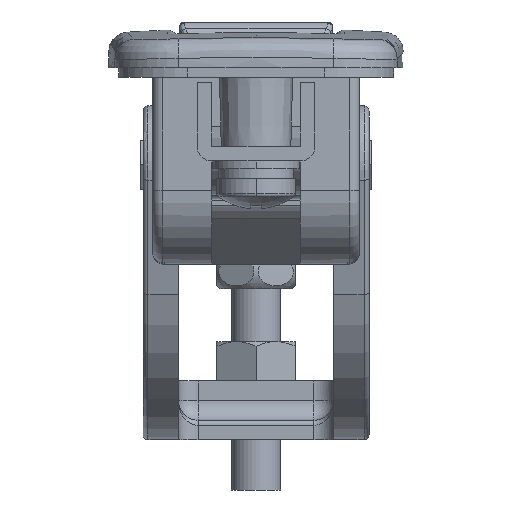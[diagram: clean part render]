
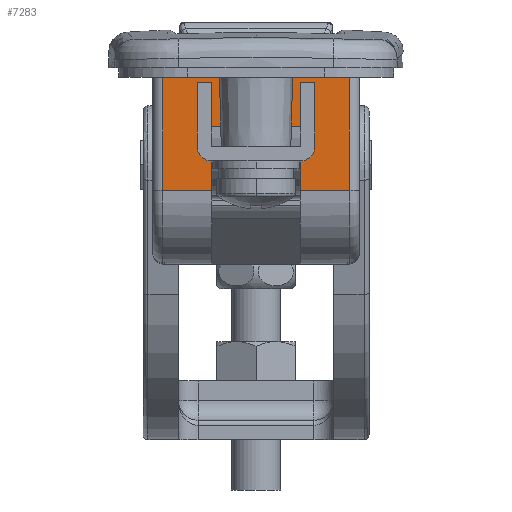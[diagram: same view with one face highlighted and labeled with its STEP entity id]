
A CAD part, front view. The second image highlights one B-rep face of the part: STEP entity #7283.
In plain terms, the highlighted planar face has unit normal (0, -1, 0).
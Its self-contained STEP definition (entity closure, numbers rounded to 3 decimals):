
#428 = EDGE_CURVE ( 'NONE', #3520, #3519, #11547, .T. ) ;
#430 = EDGE_CURVE ( 'NONE', #4779, #4793, #11553, .T. ) ;
#1019 = PLANE ( 'NONE',  #20289 ) ;
#1020 = CARTESIAN_POINT ( 'NONE',  ( 10.5, -39., -12.5 ) ) ;
#1021 = DIRECTION ( 'NONE',  ( 0., 1., 0. ) ) ;
#1022 = DIRECTION ( 'NONE',  ( 0., 0., 1. ) ) ;
#2611 = VERTEX_POINT ( 'NONE', #14054 ) ;
#2620 = VERTEX_POINT ( 'NONE', #14059 ) ;
#2633 = VERTEX_POINT ( 'NONE', #14068 ) ;
#2798 = VERTEX_POINT ( 'NONE', #14151 ) ;
#3519 = VERTEX_POINT ( 'NONE', #14365 ) ;
#3520 = VERTEX_POINT ( 'NONE', #14366 ) ;
#4310 = ORIENTED_EDGE ( 'NONE', *, *, #428, .F. ) ;
#4311 = ORIENTED_EDGE ( 'NONE', *, *, #430, .T. ) ;
#4312 = ORIENTED_EDGE ( 'NONE', *, *, #5395, .T. ) ;
#4313 = ORIENTED_EDGE ( 'NONE', *, *, #5396, .F. ) ;
#4314 = ORIENTED_EDGE ( 'NONE', *, *, #5398, .T. ) ;
#4315 = ORIENTED_EDGE ( 'NONE', *, *, #5397, .T. ) ;
#4316 = ORIENTED_EDGE ( 'NONE', *, *, #5399, .F. ) ;
#4317 = ORIENTED_EDGE ( 'NONE', *, *, #5400, .T. ) ;
#4779 = VERTEX_POINT ( 'NONE', #15745 ) ;
#4793 = VERTEX_POINT ( 'NONE', #15759 ) ;
#5395 = EDGE_CURVE ( 'NONE', #4793, #3519, #16191, .T. ) ;
#5396 = EDGE_CURVE ( 'NONE', #2633, #3520, #16194, .T. ) ;
#5397 = EDGE_CURVE ( 'NONE', #2633, #2611, #16197, .T. ) ;
#5398 = EDGE_CURVE ( 'NONE', #2611, #2798, #16200, .T. ) ;
#5399 = EDGE_CURVE ( 'NONE', #2620, #2798, #16203, .T. ) ;
#5400 = EDGE_CURVE ( 'NONE', #2620, #4779, #16206, .T. ) ;
#6746 = EDGE_LOOP ( 'NONE', ( #4311, #4312, #4310, #4313, #4315, #4314, #4316, #4317 ) ) ;
#7283 = ADVANCED_FACE ( 'NONE', ( #20285 ), #1019, .F. ) ;
#9689 = VECTOR ( 'NONE', #11549, 1000. ) ;
#9692 = VECTOR ( 'NONE', #11555, 1000. ) ;
#11547 = LINE ( 'NONE', #11548, #9689 ) ;
#11548 = CARTESIAN_POINT ( 'NONE',  ( 10.5, -39., -12.5 ) ) ;
#11549 = DIRECTION ( 'NONE',  ( -1., 0., 0. ) ) ;
#11553 = LINE ( 'NONE', #11554, #9692 ) ;
#11554 = CARTESIAN_POINT ( 'NONE',  ( 10.5, -39., 0. ) ) ;
#11555 = DIRECTION ( 'NONE',  ( -1., 0., 0. ) ) ;
#14054 = CARTESIAN_POINT ( 'NONE',  ( 4.5, -39., -6. ) ) ;
#14059 = CARTESIAN_POINT ( 'NONE',  ( 9.5, -39., -12.5 ) ) ;
#14068 = CARTESIAN_POINT ( 'NONE',  ( -4.5, -39., -6. ) ) ;
#14151 = CARTESIAN_POINT ( 'NONE',  ( 4.5, -39., -12.5 ) ) ;
#14365 = CARTESIAN_POINT ( 'NONE',  ( -9.5, -39., -12.5 ) ) ;
#14366 = CARTESIAN_POINT ( 'NONE',  ( -4.5, -39., -12.5 ) ) ;
#15745 = CARTESIAN_POINT ( 'NONE',  ( 9.5, -39., 0. ) ) ;
#15759 = CARTESIAN_POINT ( 'NONE',  ( -9.5, -39., 0. ) ) ;
#16191 = LINE ( 'NONE', #16192, #16538 ) ;
#16192 = CARTESIAN_POINT ( 'NONE',  ( -9.5, -39., -12.5 ) ) ;
#16193 = DIRECTION ( 'NONE',  ( 0., 0., -1. ) ) ;
#16194 = LINE ( 'NONE', #16195, #16539 ) ;
#16195 = CARTESIAN_POINT ( 'NONE',  ( -4.5, -39., -12.5 ) ) ;
#16196 = DIRECTION ( 'NONE',  ( 0., 0., -1. ) ) ;
#16197 = LINE ( 'NONE', #16198, #16540 ) ;
#16198 = CARTESIAN_POINT ( 'NONE',  ( -4.5, -39., -6. ) ) ;
#16199 = DIRECTION ( 'NONE',  ( 1., 0., 0. ) ) ;
#16200 = LINE ( 'NONE', #16201, #16541 ) ;
#16201 = CARTESIAN_POINT ( 'NONE',  ( 4.5, -39., -12.5 ) ) ;
#16202 = DIRECTION ( 'NONE',  ( 0., 0., -1. ) ) ;
#16203 = LINE ( 'NONE', #16204, #16543 ) ;
#16204 = CARTESIAN_POINT ( 'NONE',  ( 10.5, -39., -12.5 ) ) ;
#16205 = DIRECTION ( 'NONE',  ( -1., 0., 0. ) ) ;
#16206 = LINE ( 'NONE', #16207, #16545 ) ;
#16207 = CARTESIAN_POINT ( 'NONE',  ( 9.5, -39., -12.5 ) ) ;
#16208 = DIRECTION ( 'NONE',  ( 0., 0., 1. ) ) ;
#16538 = VECTOR ( 'NONE', #16193, 1000. ) ;
#16539 = VECTOR ( 'NONE', #16196, 1000. ) ;
#16540 = VECTOR ( 'NONE', #16199, 1000. ) ;
#16541 = VECTOR ( 'NONE', #16202, 1000. ) ;
#16543 = VECTOR ( 'NONE', #16205, 1000. ) ;
#16545 = VECTOR ( 'NONE', #16208, 1000. ) ;
#20285 = FACE_OUTER_BOUND ( 'NONE', #6746, .T. ) ;
#20289 = AXIS2_PLACEMENT_3D ( 'NONE', #1020, #1021, #1022 ) ;
